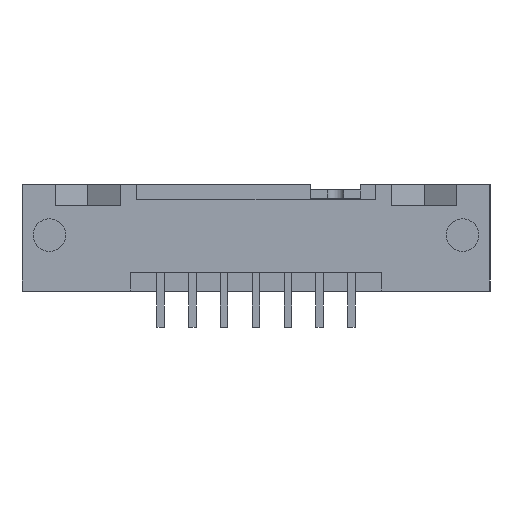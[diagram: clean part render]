
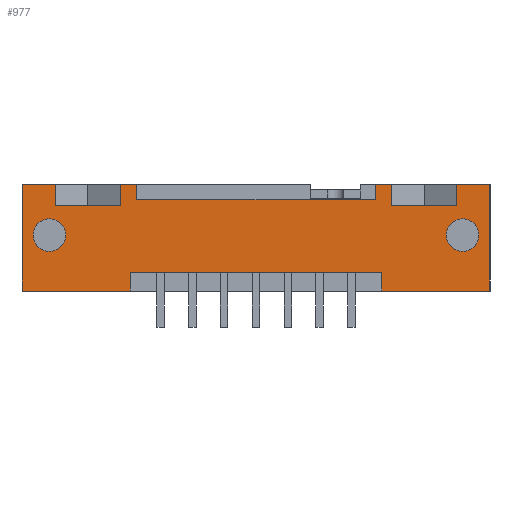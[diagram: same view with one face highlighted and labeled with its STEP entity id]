
A CAD part, front view. The second image highlights one B-rep face of the part: STEP entity #977.
In plain terms, the highlighted planar face has unit normal (0, -1, 0).
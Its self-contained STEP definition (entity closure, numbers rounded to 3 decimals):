
#732=FACE_BOUND('',#1673,.T.);
#733=FACE_BOUND('',#1674,.T.);
#734=FACE_BOUND('',#1675,.T.);
#775=CIRCLE('',#5302,1.3);
#777=CIRCLE('',#5306,1.3);
#977=ADVANCED_FACE('',(#732,#733,#734),#1209,.T.);
#1209=PLANE('',#5328);
#1673=EDGE_LOOP('',(#2541));
#1674=EDGE_LOOP('',(#2542));
#1675=EDGE_LOOP('',(#2543,#2544,#2545,#2546,#2547,#2548,#2549,#2550,#2551,
#2552,#2553,#2554,#2555,#2556,#2557,#2558,#2559,#2560,#2561,#2562));
#2541=ORIENTED_EDGE('',*,*,#3779,.T.);
#2542=ORIENTED_EDGE('',*,*,#3781,.T.);
#2543=ORIENTED_EDGE('',*,*,#3829,.T.);
#2544=ORIENTED_EDGE('',*,*,#3830,.T.);
#2545=ORIENTED_EDGE('',*,*,#3828,.T.);
#2546=ORIENTED_EDGE('',*,*,#3831,.T.);
#2547=ORIENTED_EDGE('',*,*,#3821,.T.);
#2548=ORIENTED_EDGE('',*,*,#3808,.T.);
#2549=ORIENTED_EDGE('',*,*,#3814,.T.);
#2550=ORIENTED_EDGE('',*,*,#3832,.T.);
#2551=ORIENTED_EDGE('',*,*,#3833,.T.);
#2552=ORIENTED_EDGE('',*,*,#3834,.T.);
#2553=ORIENTED_EDGE('',*,*,#3835,.T.);
#2554=ORIENTED_EDGE('',*,*,#3836,.T.);
#2555=ORIENTED_EDGE('',*,*,#3804,.T.);
#2556=ORIENTED_EDGE('',*,*,#3796,.T.);
#2557=ORIENTED_EDGE('',*,*,#3797,.T.);
#2558=ORIENTED_EDGE('',*,*,#3837,.T.);
#2559=ORIENTED_EDGE('',*,*,#3787,.F.);
#2560=ORIENTED_EDGE('',*,*,#3838,.T.);
#2561=ORIENTED_EDGE('',*,*,#3783,.T.);
#2562=ORIENTED_EDGE('',*,*,#3839,.T.);
#3239=VERTEX_POINT('',#7352);
#3241=VERTEX_POINT('',#7358);
#3243=VERTEX_POINT('',#7362);
#3244=VERTEX_POINT('',#7364);
#3247=VERTEX_POINT('',#7371);
#3248=VERTEX_POINT('',#7373);
#3252=VERTEX_POINT('',#7384);
#3256=VERTEX_POINT('',#7391);
#3257=VERTEX_POINT('',#7395);
#3261=VERTEX_POINT('',#7409);
#3264=VERTEX_POINT('',#7418);
#3265=VERTEX_POINT('',#7419);
#3269=VERTEX_POINT('',#7429);
#3273=VERTEX_POINT('',#7443);
#3278=VERTEX_POINT('',#7456);
#3279=VERTEX_POINT('',#7458);
#3280=VERTEX_POINT('',#7462);
#3281=VERTEX_POINT('',#7463);
#3282=VERTEX_POINT('',#7467);
#3283=VERTEX_POINT('',#7469);
#3284=VERTEX_POINT('',#7471);
#3285=VERTEX_POINT('',#7473);
#3779=EDGE_CURVE('',#3239,#3239,#775,.T.);
#3781=EDGE_CURVE('',#3241,#3241,#777,.T.);
#3783=EDGE_CURVE('',#3244,#3243,#4378,.T.);
#3787=EDGE_CURVE('',#3247,#3248,#4382,.T.);
#3796=EDGE_CURVE('',#3252,#3256,#4389,.T.);
#3797=EDGE_CURVE('',#3256,#3257,#4390,.T.);
#3804=EDGE_CURVE('',#3261,#3252,#4397,.T.);
#3808=EDGE_CURVE('',#3264,#3265,#4399,.T.);
#3814=EDGE_CURVE('',#3265,#3269,#4405,.T.);
#3821=EDGE_CURVE('',#3273,#3264,#4412,.T.);
#3828=EDGE_CURVE('',#3278,#3279,#4419,.T.);
#3829=EDGE_CURVE('',#3280,#3281,#4420,.T.);
#3830=EDGE_CURVE('',#3281,#3278,#4421,.T.);
#3831=EDGE_CURVE('',#3279,#3273,#4422,.T.);
#3832=EDGE_CURVE('',#3269,#3282,#4423,.T.);
#3833=EDGE_CURVE('',#3282,#3283,#4424,.T.);
#3834=EDGE_CURVE('',#3283,#3284,#4425,.T.);
#3835=EDGE_CURVE('',#3284,#3285,#4426,.T.);
#3836=EDGE_CURVE('',#3285,#3261,#4427,.T.);
#3837=EDGE_CURVE('',#3257,#3248,#4428,.T.);
#3838=EDGE_CURVE('',#3247,#3244,#4429,.T.);
#3839=EDGE_CURVE('',#3243,#3280,#4430,.T.);
#4378=LINE('',#7363,#4967);
#4382=LINE('',#7372,#4971);
#4389=LINE('',#7392,#4978);
#4390=LINE('',#7394,#4979);
#4397=LINE('',#7408,#4986);
#4399=LINE('',#7417,#4988);
#4405=LINE('',#7431,#4994);
#4412=LINE('',#7444,#5001);
#4419=LINE('',#7459,#5008);
#4420=LINE('',#7461,#5009);
#4421=LINE('',#7464,#5010);
#4422=LINE('',#7465,#5011);
#4423=LINE('',#7466,#5012);
#4424=LINE('',#7468,#5013);
#4425=LINE('',#7470,#5014);
#4426=LINE('',#7472,#5015);
#4427=LINE('',#7474,#5016);
#4428=LINE('',#7475,#5017);
#4429=LINE('',#7476,#5018);
#4430=LINE('',#7477,#5019);
#4967=VECTOR('',#6167,1.);
#4971=VECTOR('',#6173,1.);
#4978=VECTOR('',#6188,1.);
#4979=VECTOR('',#6191,1.);
#4986=VECTOR('',#6204,1.);
#4988=VECTOR('',#6214,1.);
#4994=VECTOR('',#6222,1.);
#5001=VECTOR('',#6235,1.);
#5008=VECTOR('',#6246,1.);
#5009=VECTOR('',#6249,1.);
#5010=VECTOR('',#6250,1.);
#5011=VECTOR('',#6251,1.);
#5012=VECTOR('',#6252,1.);
#5013=VECTOR('',#6253,1.);
#5014=VECTOR('',#6254,1.);
#5015=VECTOR('',#6255,1.);
#5016=VECTOR('',#6256,1.);
#5017=VECTOR('',#6257,1.);
#5018=VECTOR('',#6258,1.);
#5019=VECTOR('',#6259,1.);
#5302=AXIS2_PLACEMENT_3D('',#7351,#6154,#6155);
#5306=AXIS2_PLACEMENT_3D('',#7357,#6162,#6163);
#5328=AXIS2_PLACEMENT_3D('',#7478,#6260,#6261);
#6154=DIRECTION('',(0.,1.,0.));
#6155=DIRECTION('',(1.,0.,0.));
#6162=DIRECTION('',(0.,1.,0.));
#6163=DIRECTION('',(1.,0.,0.));
#6167=DIRECTION('',(0.,0.,1.));
#6173=DIRECTION('',(0.,0.,1.));
#6188=DIRECTION('',(-1.,0.,0.));
#6191=DIRECTION('',(0.,0.,1.));
#6204=DIRECTION('',(0.,0.,-1.));
#6214=DIRECTION('',(-1.,0.,0.));
#6222=DIRECTION('',(0.,0.,1.));
#6235=DIRECTION('',(0.,0.,-1.));
#6246=DIRECTION('',(0.,0.,1.));
#6249=DIRECTION('',(0.,0.,-1.));
#6250=DIRECTION('',(1.,0.,0.));
#6251=DIRECTION('',(-1.,0.,0.));
#6252=DIRECTION('',(-1.,0.,0.));
#6253=DIRECTION('',(0.,0.,-1.));
#6254=DIRECTION('',(-1.,0.,0.));
#6255=DIRECTION('',(0.,0.,1.));
#6256=DIRECTION('',(-1.,0.,0.));
#6257=DIRECTION('',(-1.,0.,0.));
#6258=DIRECTION('',(1.,0.,0.));
#6259=DIRECTION('',(1.,0.,0.));
#6260=DIRECTION('',(0.,-1.,0.));
#6261=DIRECTION('',(1.,0.,0.));
#7351=CARTESIAN_POINT('',(3.637,2.59,4.47));
#7352=CARTESIAN_POINT('',(4.937,2.59,4.47));
#7357=CARTESIAN_POINT('',(-29.383,2.59,4.47));
#7358=CARTESIAN_POINT('',(-28.083,2.59,4.47));
#7362=CARTESIAN_POINT('',(-22.913,2.59,1.48));
#7363=CARTESIAN_POINT('',(-22.913,2.59,0.));
#7364=CARTESIAN_POINT('',(-22.913,2.59,0.));
#7371=CARTESIAN_POINT('',(-31.573,2.59,0.));
#7372=CARTESIAN_POINT('',(-31.573,2.59,0.));
#7373=CARTESIAN_POINT('',(-31.573,2.59,8.5));
#7384=CARTESIAN_POINT('',(-23.733,2.59,6.8));
#7391=CARTESIAN_POINT('',(-28.933,2.59,6.8));
#7392=CARTESIAN_POINT('',(-23.733,2.59,6.8));
#7394=CARTESIAN_POINT('',(-28.933,2.59,6.8));
#7395=CARTESIAN_POINT('',(-28.933,2.59,8.5));
#7408=CARTESIAN_POINT('',(-23.733,2.59,8.5));
#7409=CARTESIAN_POINT('',(-23.733,2.59,8.5));
#7417=CARTESIAN_POINT('',(3.187,2.59,6.8));
#7418=CARTESIAN_POINT('',(3.187,2.59,6.8));
#7419=CARTESIAN_POINT('',(-2.013,2.59,6.8));
#7429=CARTESIAN_POINT('',(-2.013,2.59,8.5));
#7431=CARTESIAN_POINT('',(-2.013,2.59,6.8));
#7443=CARTESIAN_POINT('',(3.187,2.59,8.5));
#7444=CARTESIAN_POINT('',(3.187,2.59,8.5));
#7456=CARTESIAN_POINT('',(5.827,2.59,0.));
#7458=CARTESIAN_POINT('',(5.827,2.59,8.5));
#7459=CARTESIAN_POINT('',(5.827,2.59,0.));
#7461=CARTESIAN_POINT('',(-2.833,2.59,1.48));
#7462=CARTESIAN_POINT('',(-2.833,2.59,1.48));
#7463=CARTESIAN_POINT('',(-2.833,2.59,0.));
#7464=CARTESIAN_POINT('',(-2.833,2.59,0.));
#7465=CARTESIAN_POINT('',(5.827,2.59,8.5));
#7466=CARTESIAN_POINT('',(-2.013,2.59,8.5));
#7467=CARTESIAN_POINT('',(-3.333,2.59,8.5));
#7468=CARTESIAN_POINT('',(-3.333,2.59,8.5));
#7469=CARTESIAN_POINT('',(-3.333,2.59,7.3));
#7470=CARTESIAN_POINT('',(-3.333,2.59,7.3));
#7471=CARTESIAN_POINT('',(-22.413,2.59,7.3));
#7472=CARTESIAN_POINT('',(-22.413,2.59,7.3));
#7473=CARTESIAN_POINT('',(-22.413,2.59,8.5));
#7474=CARTESIAN_POINT('',(-22.413,2.59,8.5));
#7475=CARTESIAN_POINT('',(-28.933,2.59,8.5));
#7476=CARTESIAN_POINT('',(-31.573,2.59,0.));
#7477=CARTESIAN_POINT('',(-22.913,2.59,1.48));
#7478=CARTESIAN_POINT('',(-31.573,2.59,0.));
